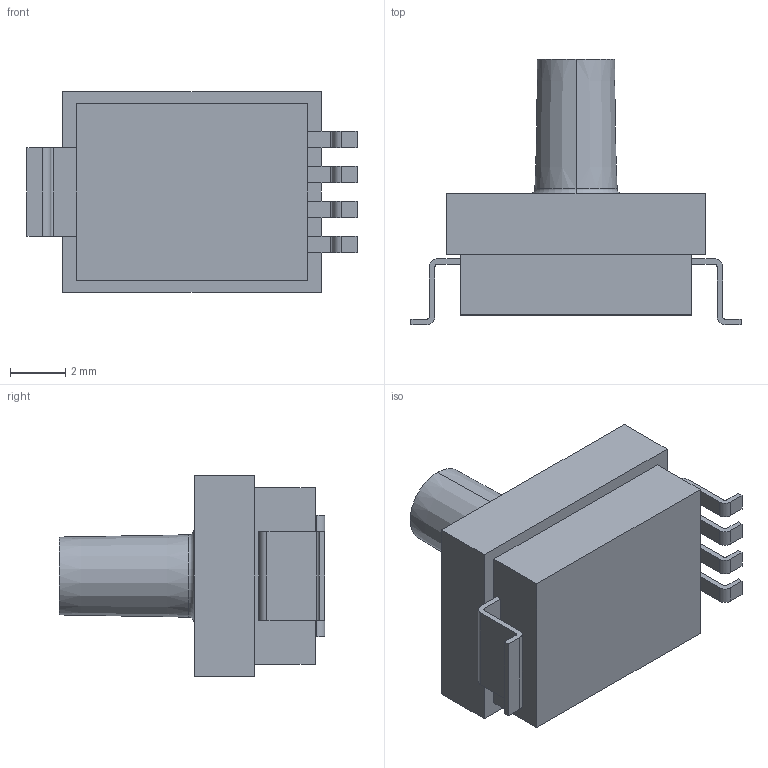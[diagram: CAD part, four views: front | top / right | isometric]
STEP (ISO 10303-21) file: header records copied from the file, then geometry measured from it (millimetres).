
FILE_DESCRIPTION (( 'STEP AP214' ), '1' );
FILE_NAME ('User Library-pressure_sensor_mpxm2010.STEP', '2020-03-29T08:20:45', ( '' ), ( '' ), 'SwSTEP 2.0', 'SolidWorks 2019', '' );
FILE_SCHEMA (( 'AUTOMOTIVE_DESIGN' ));
Length unit declared in the file: millimetre
Products named in the file (1): User Library-pressure_sensor_mpxm2010
Bounding box: 12 x 9.65 x 7.3 mm (x, y, z)
Volume: 295.4 mm3; surface area: 395.2 mm2
Topology: 1 solids, 1 shells, 84 faces, 220 edges, 146 vertices
Faces by surface type: plane 58, cylinder 20, cone 4, torus 2
Entity records: 2823 total; most frequent: CARTESIAN_POINT 451, DIRECTION 442, ORIENTED_EDGE 440, EDGE_CURVE 220, LINE 168, VECTOR 168, VERTEX_POINT 146, AXIS2_PLACEMENT_3D 137
